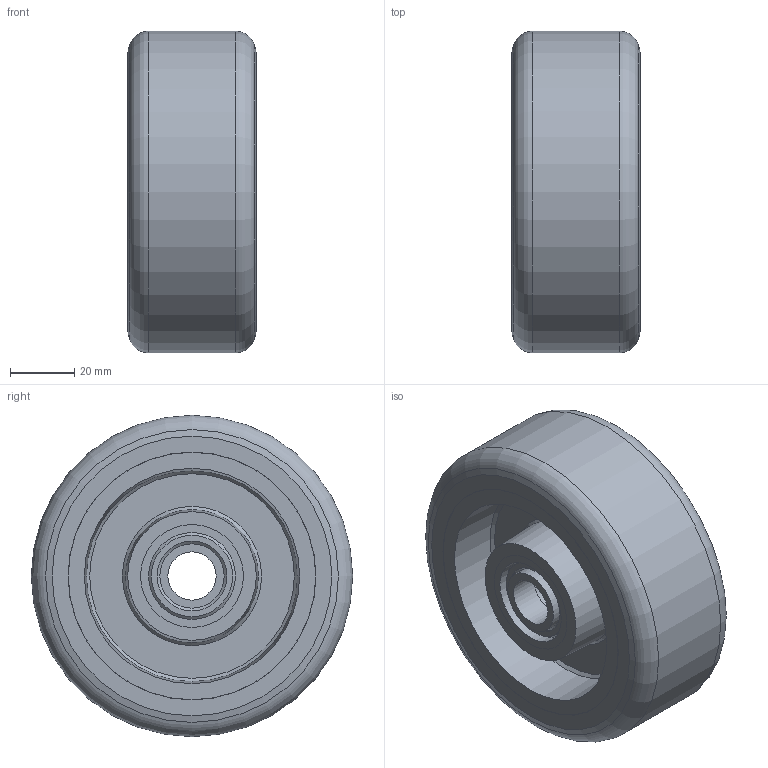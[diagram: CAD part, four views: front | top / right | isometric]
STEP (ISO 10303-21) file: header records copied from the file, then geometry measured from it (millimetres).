
FILE_DESCRIPTION( ( 'STEP AP214' ), ' ' );
FILE_NAME( '622102.stp', '2018-02-19T11:01:36', ( '' ), ( '' ), ' ', 'PARTsolutions', ' ' );
FILE_SCHEMA( ( 'AUTOMOTIVE_DESIGN { 1 0 10303 214 1 1 1 1 }' ) );
Length unit declared in the file: millimetre
Products named in the file (4): 622102; _624102; _Serie 62 AL HUB -624102- 15; _Serie 62 ALS - 624102- 15
Assembly tree (4 placements, depth 2):
  622102
    _624102
    _Serie 62 AL HUB -624102- 15  x2
    _Serie 62 ALS - 624102- 15
Bounding box: 40 x 100 x 100 mm (x, y, z)
Volume: 222801.3 mm3; surface area: 49362.2 mm2
Topology: 4 solids, 4 shells, 101 faces, 198 edges, 124 vertices
Faces by surface type: plane 47, cylinder 34, torus 16, bspline 2, cone 2
Full cylindrical faces by diameter (mm): 15 x2, 16 x1, 19 x1, 20 x4, 21.76 x4, 25.24 x4, 27 x4, 28 x1, 32 x4, 77 x2, 77.1 x2, 100 x1
Entity records: 2718 total; most frequent: CARTESIAN_POINT 372, DIRECTION 360, ORIENTED_EDGE 256, AXIS2_PLACEMENT_3D 148, EDGE_LOOP 138, EDGE_CURVE 128, FACE_OUTER_BOUND 115, VERTEX_POINT 104
